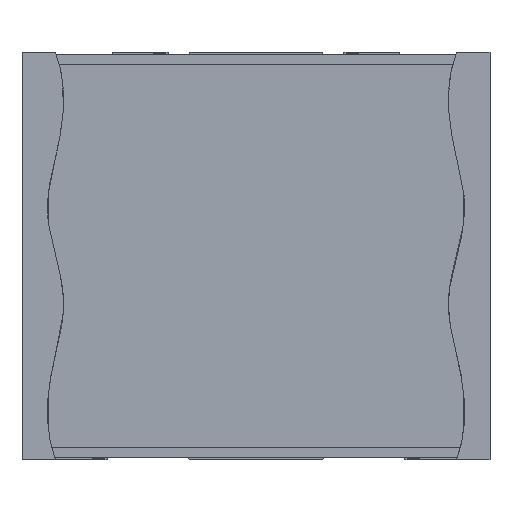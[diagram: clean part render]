
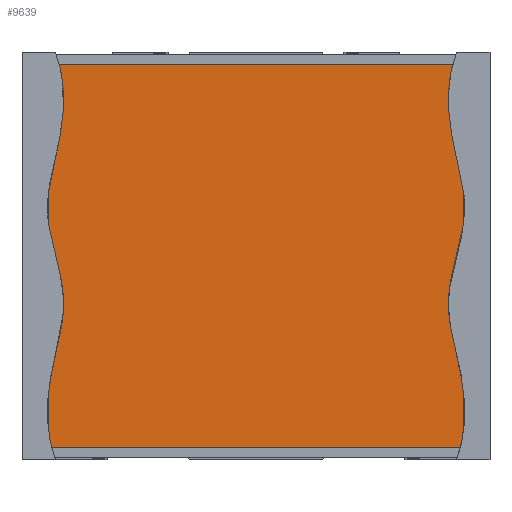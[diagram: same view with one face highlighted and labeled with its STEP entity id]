
A CAD part, top view. The second image highlights one B-rep face of the part: STEP entity #9639.
In plain terms, the highlighted planar face has unit normal (0, 0, 1).
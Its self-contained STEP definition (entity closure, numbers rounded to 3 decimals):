
#584=PLANE('',#10232);
#1002=FACE_OUTER_BOUND('',#1533,.T.);
#1533=EDGE_LOOP('',(#7352,#7353,#7354,#7355));
#2305=LINE('',#14246,#3454);
#2306=LINE('',#14248,#3455);
#2307=LINE('',#14250,#3456);
#2308=LINE('',#14251,#3457);
#3454=VECTOR('',#11470,10.);
#3455=VECTOR('',#11471,10.);
#3456=VECTOR('',#11472,10.);
#3457=VECTOR('',#11473,10.);
#4572=VERTEX_POINT('',#14244);
#4573=VERTEX_POINT('',#14245);
#4574=VERTEX_POINT('',#14247);
#4575=VERTEX_POINT('',#14249);
#5611=EDGE_CURVE('',#4572,#4573,#2305,.T.);
#5612=EDGE_CURVE('',#4572,#4574,#2306,.T.);
#5613=EDGE_CURVE('',#4575,#4574,#2307,.T.);
#5614=EDGE_CURVE('',#4575,#4573,#2308,.F.);
#7352=ORIENTED_EDGE('',*,*,#5611,.F.);
#7353=ORIENTED_EDGE('',*,*,#5612,.T.);
#7354=ORIENTED_EDGE('',*,*,#5613,.F.);
#7355=ORIENTED_EDGE('',*,*,#5614,.T.);
#9639=ADVANCED_FACE('',(#1002),#584,.F.);
#10232=AXIS2_PLACEMENT_3D('',#14243,#11468,#11469);
#11468=DIRECTION('center_axis',(0.,0.,-1.));
#11469=DIRECTION('ref_axis',(-1.,0.,0.));
#11470=DIRECTION('',(0.,1.,0.));
#11471=DIRECTION('',(1.,0.,0.));
#11472=DIRECTION('',(0.,-1.,0.));
#11473=DIRECTION('',(1.,0.,0.));
#14243=CARTESIAN_POINT('Origin',(311.,0.,54.5));
#14244=CARTESIAN_POINT('',(-311.,-286.,54.5));
#14245=CARTESIAN_POINT('',(-311.,286.,54.5));
#14246=CARTESIAN_POINT('',(-311.,0.,54.5));
#14247=CARTESIAN_POINT('',(311.,-286.,54.5));
#14248=CARTESIAN_POINT('',(155.5,-286.,54.5));
#14249=CARTESIAN_POINT('',(311.,286.,54.5));
#14250=CARTESIAN_POINT('',(311.,0.,54.5));
#14251=CARTESIAN_POINT('',(155.5,286.,54.5));
